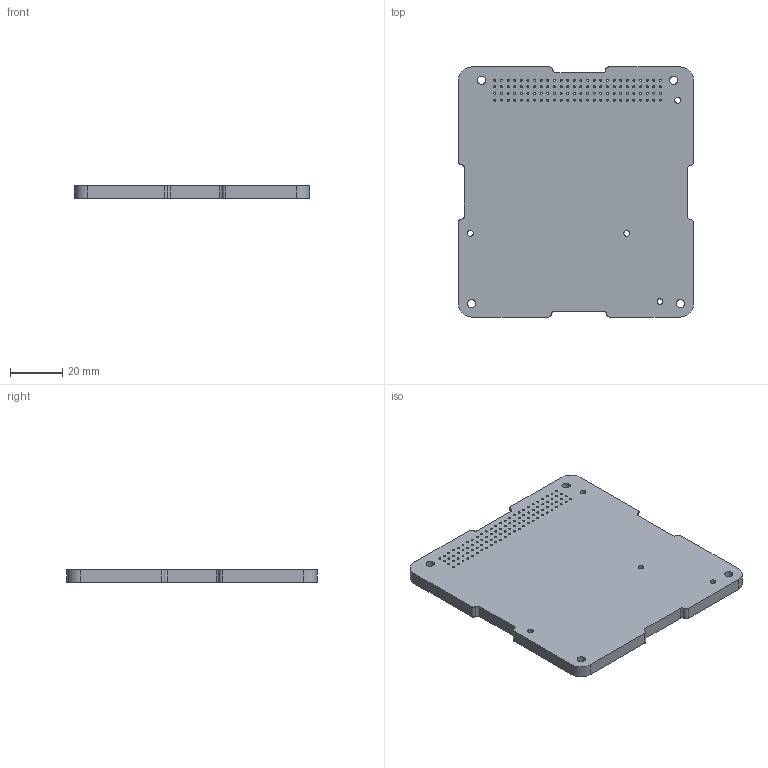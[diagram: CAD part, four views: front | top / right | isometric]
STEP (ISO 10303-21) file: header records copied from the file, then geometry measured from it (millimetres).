
FILE_DESCRIPTION(('KiCad electronic assembly'),'2;1');
FILE_NAME('MagnetorquerFinalBoard.step','2023-05-26T19:34:41',('Pcbnew') ,('Kicad'),'Open CASCADE STEP processor 7.6','KiCad to STEP converter' ,'Unknown');
FILE_SCHEMA(('AUTOMOTIVE_DESIGN { 1 0 10303 214 1 1 1 1 }'));
Length unit declared in the file: millimetre
Products named in the file (2): MagnetorquerFinalBoard 1; MagnetorquerFinalBoard PCB
Assembly tree (1 placements, depth 2):
  MagnetorquerFinalBoard 1
    MagnetorquerFinalBoard PCB
Bounding box: 90.17 x 95.89 x 4.69 mm (x, y, z)
Volume: 39122 mm3; surface area: 19921.4 mm2
Topology: 1 solids, 1 shells, 146 faces, 432 edges, 288 vertices
Faces by surface type: cylinder 132, plane 14
Full cylindrical faces by diameter (mm): 0.762 x104, 2.2 x4, 3.2 x4
Entity records: 11151 total; most frequent: DIRECTION 1856, CARTESIAN_POINT 1732, ORIENTED_EDGE 864, PCURVE 864, DEFINITIONAL_REPRESENTATION 864, LINE 768, VECTOR 768, CIRCLE 528
